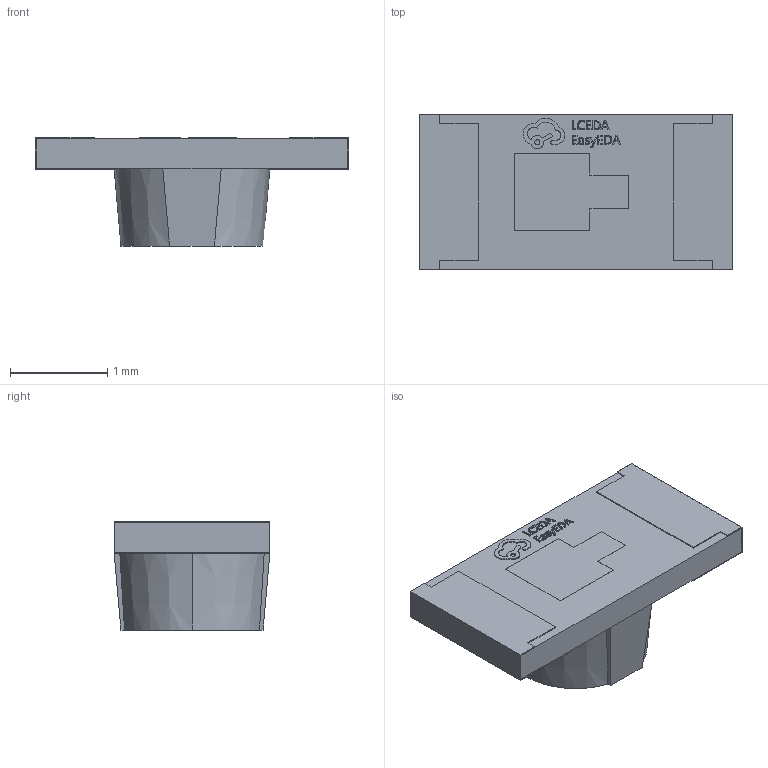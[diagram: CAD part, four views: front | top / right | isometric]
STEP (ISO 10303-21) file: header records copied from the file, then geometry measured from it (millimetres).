
FILE_DESCRIPTION (( 'STEP AP214' ), '1' );
FILE_NAME ('LED1206-RD_YELLOW-SIDE.STEP', '2022-09-27T03:02:13', ( 'PC' ), ( 'Microsoft' ), 'SwSTEP 2.0', 'SolidWorks 2020', '' );
FILE_SCHEMA (( 'AUTOMOTIVE_DESIGN' ));
Length unit declared in the file: millimetre
Products named in the file (1): LED1206-RD_YELLOW-SIDE
Bounding box: 3.22 x 1.6 x 1.11 mm (x, y, z)
Volume: 2.9 mm3; surface area: 28.5 mm2
Topology: 3 solids, 3 shells, 291 faces, 786 edges, 523 vertices
Faces by surface type: plane 186, bspline 98, cone 3, sphere 2, cylinder 2
Entity records: 12775 total; most frequent: CARTESIAN_POINT 2919, ORIENTED_EDGE 1572, DIRECTION 984, EDGE_CURVE 786, LINE 568, VECTOR 568, VERTEX_POINT 523, EDGE_LOOP 313
